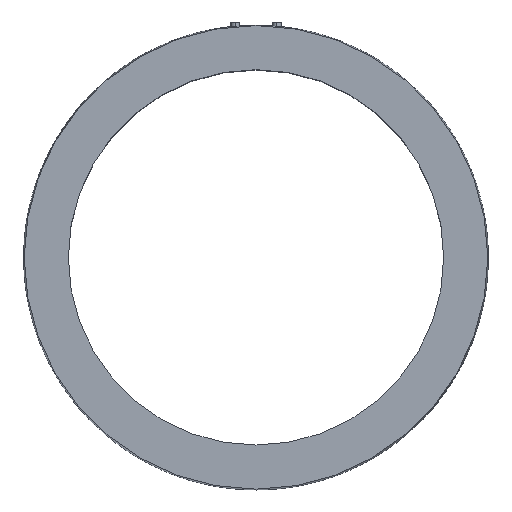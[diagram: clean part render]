
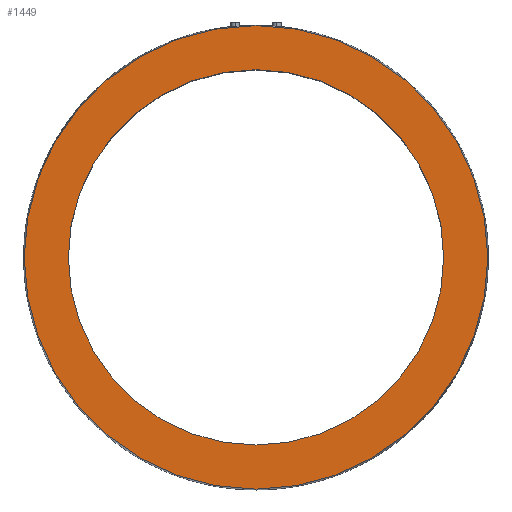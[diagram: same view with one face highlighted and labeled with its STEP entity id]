
A CAD part, top view. The second image highlights one B-rep face of the part: STEP entity #1449.
In plain terms, the highlighted planar face has unit normal (0, 0, 1).
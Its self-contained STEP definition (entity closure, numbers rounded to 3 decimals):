
#11 = ORIENTED_EDGE ( 'NONE', *, *, #1104, .T. ) ;
#41 = CIRCLE ( 'NONE', #1337, 315. ) ;
#86 = ORIENTED_EDGE ( 'NONE', *, *, #1318, .T. ) ;
#110 = CARTESIAN_POINT ( 'NONE',  ( -315., 0., 215. ) ) ;
#134 = CIRCLE ( 'NONE', #1457, 389. ) ;
#160 = CARTESIAN_POINT ( 'NONE',  ( 389., 0., 215. ) ) ;
#184 = CARTESIAN_POINT ( 'NONE',  ( 0., 0., 215. ) ) ;
#185 = EDGE_CURVE ( 'NONE', #1503, #901, #914, .T. ) ;
#219 = AXIS2_PLACEMENT_3D ( 'NONE', #443, #471, #437 ) ;
#238 = CARTESIAN_POINT ( 'NONE',  ( -389., 0., 215. ) ) ;
#239 = ORIENTED_EDGE ( 'NONE', *, *, #185, .F. ) ;
#263 = ORIENTED_EDGE ( 'NONE', *, *, #352, .F. ) ;
#291 = DIRECTION ( 'NONE',  ( 0., 0., 1. ) ) ;
#344 = AXIS2_PLACEMENT_3D ( 'NONE', #810, #1419, #1293 ) ;
#352 = EDGE_CURVE ( 'NONE', #901, #1503, #41, .T. ) ;
#376 = EDGE_LOOP ( 'NONE', ( #11, #86 ) ) ;
#389 = DIRECTION ( 'NONE',  ( 0., 0., -1. ) ) ;
#421 = DIRECTION ( 'NONE',  ( 0., 0., 1. ) ) ;
#437 = DIRECTION ( 'NONE',  ( 1., 0., 0. ) ) ;
#443 = CARTESIAN_POINT ( 'NONE',  ( 0., 0., 215. ) ) ;
#471 = DIRECTION ( 'NONE',  ( 0., 0., 1. ) ) ;
#546 = CARTESIAN_POINT ( 'NONE',  ( 0., 0., 215. ) ) ;
#567 = AXIS2_PLACEMENT_3D ( 'NONE', #854, #389, #1342 ) ;
#596 = PLANE ( 'NONE',  #567 ) ;
#810 = CARTESIAN_POINT ( 'NONE',  ( 0., 0., 215. ) ) ;
#854 = CARTESIAN_POINT ( 'NONE',  ( 0., 389., 215. ) ) ;
#862 = CIRCLE ( 'NONE', #344, 389. ) ;
#863 = FACE_OUTER_BOUND ( 'NONE', #376, .T. ) ;
#901 = VERTEX_POINT ( 'NONE', #110 ) ;
#914 = CIRCLE ( 'NONE', #219, 315. ) ;
#1096 = CARTESIAN_POINT ( 'NONE',  ( 315., 0., 215. ) ) ;
#1104 = EDGE_CURVE ( 'NONE', #1313, #1181, #862, .T. ) ;
#1181 = VERTEX_POINT ( 'NONE', #238 ) ;
#1293 = DIRECTION ( 'NONE',  ( 1., 0., 0. ) ) ;
#1313 = VERTEX_POINT ( 'NONE', #160 ) ;
#1318 = EDGE_CURVE ( 'NONE', #1181, #1313, #134, .T. ) ;
#1337 = AXIS2_PLACEMENT_3D ( 'NONE', #546, #291, #1406 ) ;
#1342 = DIRECTION ( 'NONE',  ( -1., 0., 0. ) ) ;
#1393 = DIRECTION ( 'NONE',  ( 1., 0., 0. ) ) ;
#1406 = DIRECTION ( 'NONE',  ( 1., 0., 0. ) ) ;
#1419 = DIRECTION ( 'NONE',  ( 0., 0., 1. ) ) ;
#1439 = FACE_BOUND ( 'NONE', #1567, .T. ) ;
#1449 = ADVANCED_FACE ( 'NONE', ( #1439, #863 ), #596, .F. ) ;
#1457 = AXIS2_PLACEMENT_3D ( 'NONE', #184, #421, #1393 ) ;
#1503 = VERTEX_POINT ( 'NONE', #1096 ) ;
#1567 = EDGE_LOOP ( 'NONE', ( #239, #263 ) ) ;
